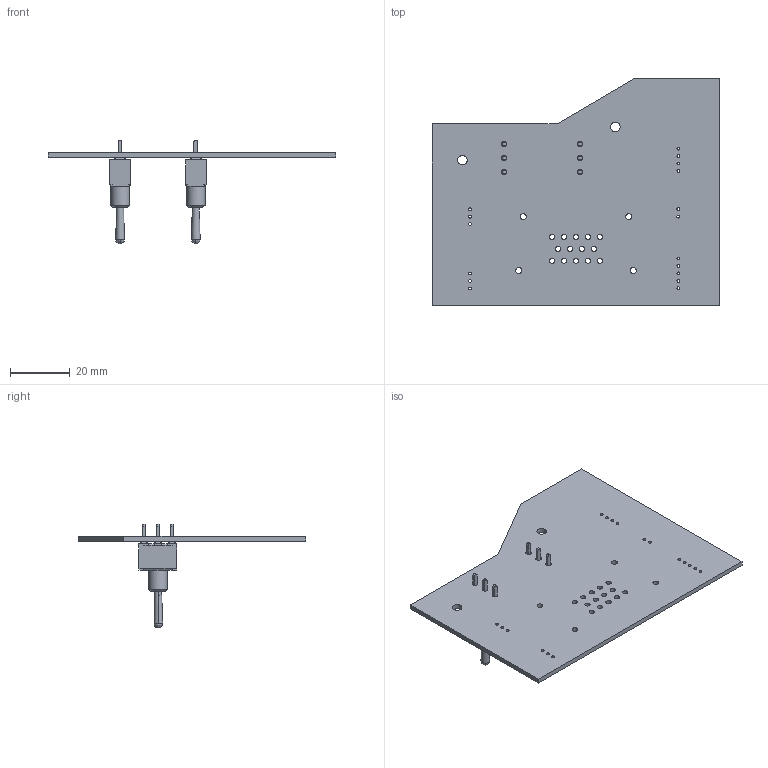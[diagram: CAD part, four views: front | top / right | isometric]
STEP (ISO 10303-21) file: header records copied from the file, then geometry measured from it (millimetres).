
FILE_DESCRIPTION(('KiCad electronic assembly'),'2;1');
FILE_NAME('interface-board.step','2022-02-14T14:09:12',('Pcbnew'),( 'Kicad'),'Open CASCADE STEP processor 7.5','KiCad to STEP converter' ,'Unknown');
FILE_SCHEMA(('AUTOMOTIVE_DESIGN { 1 0 10303 214 1 1 1 1 }'));
Length unit declared in the file: millimetre
Products named in the file (4): interface-board 1; 100SPxT1B4M2xE; SOLID; interface-board PCB
Assembly tree (4 placements, depth 3):
  interface-board 1
    100SPxT1B4M2xE  x2
      SOLID
    interface-board PCB
Bounding box: 96.52 x 76.2 x 34.78 mm (x, y, z)
Volume: 12336.8 mm3; surface area: 15889.4 mm2
Topology: 3 solids, 11 shells, 461 faces, 1195 edges, 748 vertices
Faces by surface type: bspline 410, cylinder 43, plane 8
Full cylindrical faces by diameter (mm): 0.95 x15, 1 x2, 1.75 x14, 1.85 x6, 2 x4, 3.2 x2
Entity records: 19580 total; most frequent: CARTESIAN_POINT 9285, B_SPLINE_CURVE_WITH_KNOTS 1525, ORIENTED_EDGE 1314, PCURVE 1314, DEFINITIONAL_REPRESENTATION 1314, EDGE_CURVE 657, SURFACE_CURVE 612, DIRECTION 553
